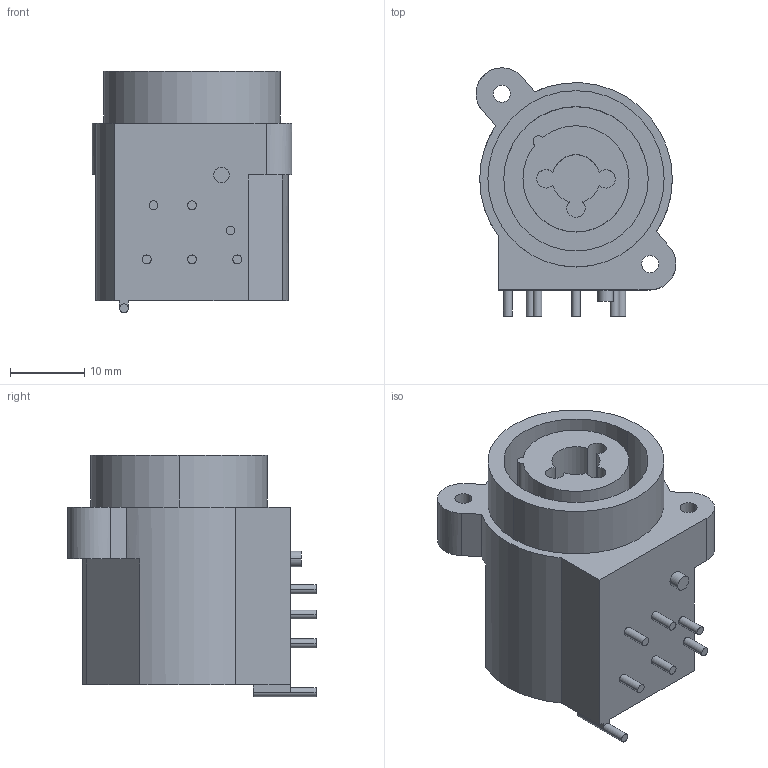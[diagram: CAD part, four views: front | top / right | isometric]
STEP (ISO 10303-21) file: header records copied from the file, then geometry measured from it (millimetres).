
FILE_DESCRIPTION((''),'2;1');
FILE_NAME('PRT0043','2020-11-12T',('zyj'),(''),'PRO/ENGINEER BY PARAMETRIC TECHNOLOGY CORPORATION, 2013040','PRO/ENGINEER BY PARAMETRIC TECHNOLOGY CORPORATION, 2013040','');
FILE_SCHEMA(('CONFIG_CONTROL_DESIGN','SHAPE_APPEARANCE_LAYERS_GROUPS'));
Length unit declared in the file: millimetre
Products named in the file (1): PRT0043
Bounding box: 27 x 33.5 x 32.6 mm (x, y, z)
Volume: 14995.3 mm3; surface area: 6219 mm2
Topology: 1 solids, 1 shells, 63 faces, 171 edges, 121 vertices
Faces by surface type: cylinder 36, plane 27
Entity records: 2248 total; most frequent: DIRECTION 395, CARTESIAN_POINT 355, ORIENTED_EDGE 342, EDGE_CURVE 171, AXIS2_PLACEMENT_3D 161, COLOUR_RGB 126, VERTEX_POINT 121, CIRCLE 98
